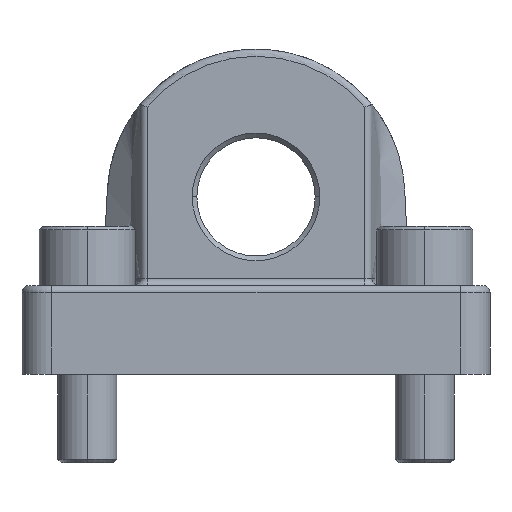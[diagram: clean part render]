
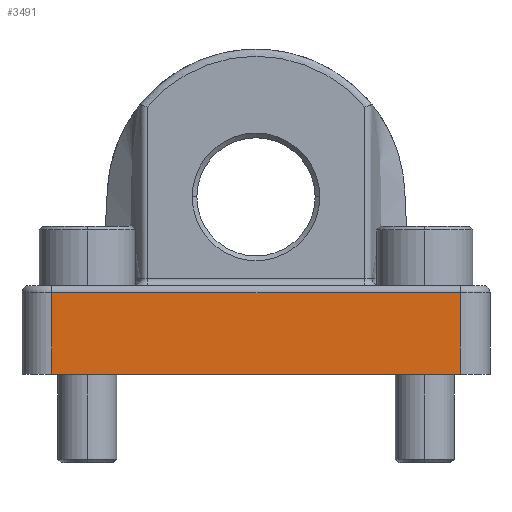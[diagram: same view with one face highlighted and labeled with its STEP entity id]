
A CAD part, left-side view. The second image highlights one B-rep face of the part: STEP entity #3491.
In plain terms, the highlighted planar face has unit normal (-1, 0, 0).
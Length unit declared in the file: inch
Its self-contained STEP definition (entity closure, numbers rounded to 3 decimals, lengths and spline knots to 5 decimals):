
#3 = DIRECTION ( 'NONE',  ( 0., 1., 0. ) ) ;
#28 = CARTESIAN_POINT ( 'NONE',  ( -0.99, 0.865, 0. ) ) ;
#156 = LINE ( 'NONE', #1942, #3935 ) ;
#215 = FACE_OUTER_BOUND ( 'NONE', #4301, .T. ) ;
#276 = VERTEX_POINT ( 'NONE', #28 ) ;
#360 = CARTESIAN_POINT ( 'NONE',  ( -0.99, 0.99, 0. ) ) ;
#365 = CARTESIAN_POINT ( 'NONE',  ( -0.99, 0.865, 0.345 ) ) ;
#574 = CARTESIAN_POINT ( 'NONE',  ( -0.99, 0.865, 0.375 ) ) ;
#688 = CARTESIAN_POINT ( 'NONE',  ( -0.99, -0.865, 0. ) ) ;
#968 = VERTEX_POINT ( 'NONE', #5019 ) ;
#1356 = ORIENTED_EDGE ( 'NONE', *, *, #2505, .T. ) ;
#1410 = ORIENTED_EDGE ( 'NONE', *, *, #5506, .T. ) ;
#1453 = DIRECTION ( 'NONE',  ( 0., 0., -1. ) ) ;
#1650 = LINE ( 'NONE', #365, #5314 ) ;
#1743 = CARTESIAN_POINT ( 'NONE',  ( -0.99, -0.865, 0.345 ) ) ;
#1801 = EDGE_CURVE ( 'NONE', #4894, #968, #1650, .T. ) ;
#1942 = CARTESIAN_POINT ( 'NONE',  ( -0.99, -0.865, 0.375 ) ) ;
#2035 = ORIENTED_EDGE ( 'NONE', *, *, #1801, .T. ) ;
#2155 = DIRECTION ( 'NONE',  ( 0., -1., 0. ) ) ;
#2505 = EDGE_CURVE ( 'NONE', #4772, #4894, #156, .T. ) ;
#2934 = CARTESIAN_POINT ( 'NONE',  ( -0.99, 0.99, 0.375 ) ) ;
#3038 = ORIENTED_EDGE ( 'NONE', *, *, #5227, .T. ) ;
#3491 = ADVANCED_FACE ( 'NONE', ( #215 ), #5638, .F. ) ;
#3763 = LINE ( 'NONE', #574, #5299 ) ;
#3935 = VECTOR ( 'NONE', #5065, 39.37008 ) ;
#3998 = VECTOR ( 'NONE', #2155, 39.37008 ) ;
#4301 = EDGE_LOOP ( 'NONE', ( #1356, #2035, #3038, #1410 ) ) ;
#4380 = AXIS2_PLACEMENT_3D ( 'NONE', #2934, #5662, #5747 ) ;
#4419 = LINE ( 'NONE', #360, #3998 ) ;
#4772 = VERTEX_POINT ( 'NONE', #688 ) ;
#4894 = VERTEX_POINT ( 'NONE', #1743 ) ;
#5019 = CARTESIAN_POINT ( 'NONE',  ( -0.99, 0.865, 0.345 ) ) ;
#5065 = DIRECTION ( 'NONE',  ( 0., 0., 1. ) ) ;
#5227 = EDGE_CURVE ( 'NONE', #968, #276, #3763, .T. ) ;
#5299 = VECTOR ( 'NONE', #1453, 39.37008 ) ;
#5314 = VECTOR ( 'NONE', #3, 39.37008 ) ;
#5506 = EDGE_CURVE ( 'NONE', #276, #4772, #4419, .T. ) ;
#5638 = PLANE ( 'NONE',  #4380 ) ;
#5662 = DIRECTION ( 'NONE',  ( 1., 0., 0. ) ) ;
#5747 = DIRECTION ( 'NONE',  ( 0., 1., 0. ) ) ;
